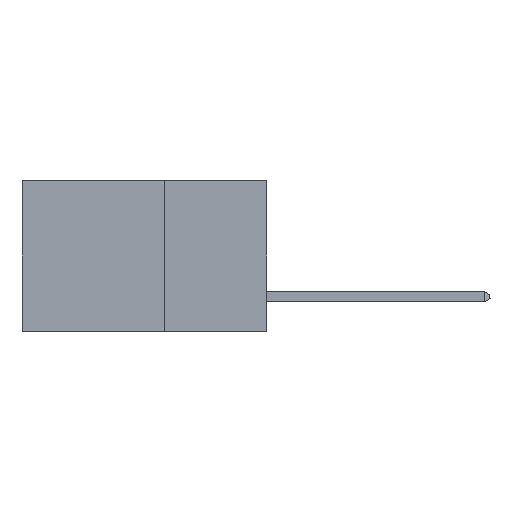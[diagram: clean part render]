
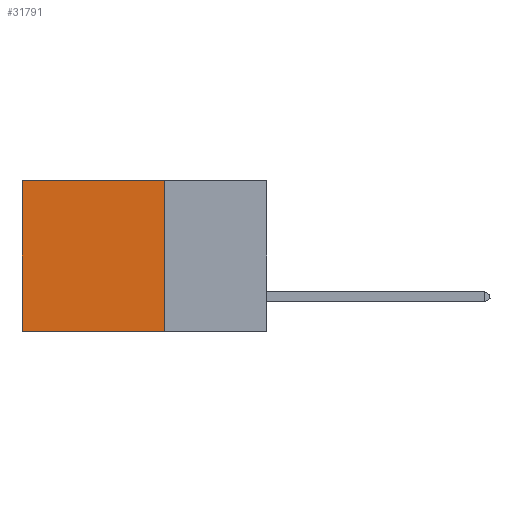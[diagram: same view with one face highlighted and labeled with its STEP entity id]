
A CAD part, left-side view. The second image highlights one B-rep face of the part: STEP entity #31791.
In plain terms, the highlighted planar face has unit normal (-1, 0, 0).
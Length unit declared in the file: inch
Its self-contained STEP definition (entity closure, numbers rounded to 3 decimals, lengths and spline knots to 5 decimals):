
#285 = CARTESIAN_POINT ( 'NONE',  ( 0.2875, 0.25, 0. ) ) ;
#433 = EDGE_CURVE ( 'NONE', #24617, #21351, #37171, .T. ) ;
#436 = CARTESIAN_POINT ( 'NONE',  ( 0.2875, 0.25, 0. ) ) ;
#1926 = VERTEX_POINT ( 'NONE', #8081 ) ;
#5982 = CARTESIAN_POINT ( 'NONE',  ( 0.2875, 0.6, 0. ) ) ;
#6700 = DIRECTION ( 'NONE',  ( 0., 0., -1. ) ) ;
#8058 = LINE ( 'NONE', #285, #27960 ) ;
#8081 = CARTESIAN_POINT ( 'NONE',  ( 0.2875, 0.25, -0.37 ) ) ;
#8734 = FACE_OUTER_BOUND ( 'NONE', #26194, .T. ) ;
#9707 = DIRECTION ( 'NONE',  ( 0., 0., -1. ) ) ;
#10997 = VECTOR ( 'NONE', #9707, 39.37008 ) ;
#11003 = PLANE ( 'NONE',  #23487 ) ;
#13785 = VECTOR ( 'NONE', #27269, 39.37008 ) ;
#15092 = ORIENTED_EDGE ( 'NONE', *, *, #433, .T. ) ;
#16175 = EDGE_CURVE ( 'NONE', #30070, #24617, #8058, .T. ) ;
#16416 = ORIENTED_EDGE ( 'NONE', *, *, #16175, .T. ) ;
#18057 = CARTESIAN_POINT ( 'NONE',  ( 0.2875, 0.25, -0.37 ) ) ;
#19478 = CARTESIAN_POINT ( 'NONE',  ( 0.2875, 0.6, 0. ) ) ;
#20743 = CARTESIAN_POINT ( 'NONE',  ( 0.2875, 0.25, 0. ) ) ;
#21351 = VERTEX_POINT ( 'NONE', #30452 ) ;
#22540 = ORIENTED_EDGE ( 'NONE', *, *, #38046, .F. ) ;
#23487 = AXIS2_PLACEMENT_3D ( 'NONE', #20743, #35821, #36219 ) ;
#24617 = VERTEX_POINT ( 'NONE', #5982 ) ;
#26194 = EDGE_LOOP ( 'NONE', ( #15092, #22540, #38783, #16416 ) ) ;
#27269 = DIRECTION ( 'NONE',  ( 0., 1., 0. ) ) ;
#27960 = VECTOR ( 'NONE', #31553, 39.37008 ) ;
#28398 = LINE ( 'NONE', #436, #39563 ) ;
#30070 = VERTEX_POINT ( 'NONE', #39305 ) ;
#30452 = CARTESIAN_POINT ( 'NONE',  ( 0.2875, 0.6, -0.37 ) ) ;
#31553 = DIRECTION ( 'NONE',  ( 0., 1., 0. ) ) ;
#31791 = ADVANCED_FACE ( 'NONE', ( #8734 ), #11003, .F. ) ;
#35821 = DIRECTION ( 'NONE',  ( 1., 0., 0. ) ) ;
#36219 = DIRECTION ( 'NONE',  ( 0., 0., -1. ) ) ;
#36923 = EDGE_CURVE ( 'NONE', #30070, #1926, #28398, .T. ) ;
#37171 = LINE ( 'NONE', #19478, #10997 ) ;
#38046 = EDGE_CURVE ( 'NONE', #1926, #21351, #39480, .T. ) ;
#38783 = ORIENTED_EDGE ( 'NONE', *, *, #36923, .F. ) ;
#39305 = CARTESIAN_POINT ( 'NONE',  ( 0.2875, 0.25, 0. ) ) ;
#39480 = LINE ( 'NONE', #18057, #13785 ) ;
#39563 = VECTOR ( 'NONE', #6700, 39.37008 ) ;
